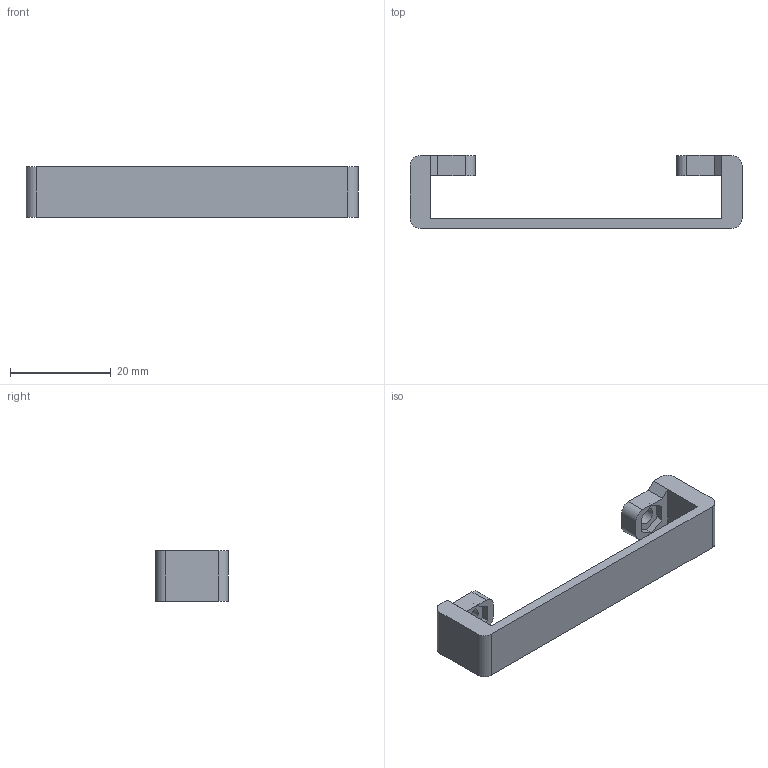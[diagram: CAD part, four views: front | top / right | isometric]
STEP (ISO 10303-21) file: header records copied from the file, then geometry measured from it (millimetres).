
FILE_DESCRIPTION(('FreeCAD Model'),'2;1');
FILE_NAME('rp3-mount-6mm.step','2018-03-29T13:31:02',('Author' ),(''),'Open CASCADE STEP processor 6.8','FreeCAD','Unknown');
FILE_SCHEMA(('AUTOMOTIVE_DESIGN_CC2 { 1 2 10303 214 -1 1 5 4 }'));
Length unit declared in the file: millimetre
Products named in the file (1): RP-prusa-mount-6mm001
Bounding box: 66 x 14.5 x 10 mm (x, y, z)
Volume: 2664.8 mm3; surface area: 2728.6 mm2
Topology: 1 solids, 1 shells, 46 faces, 130 edges, 88 vertices
Faces by surface type: plane 36, cylinder 10
Full cylindrical faces by diameter (mm): 3.4 x2
Entity records: 3197 total; most frequent: CARTESIAN_POINT 605, DIRECTION 464, LINE 318, VECTOR 318, ORIENTED_EDGE 260, PCURVE 260, DEFINITIONAL_REPRESENTATION 260, EDGE_CURVE 130
